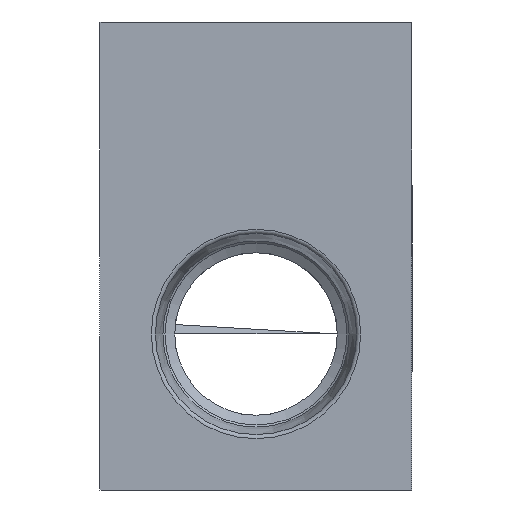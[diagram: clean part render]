
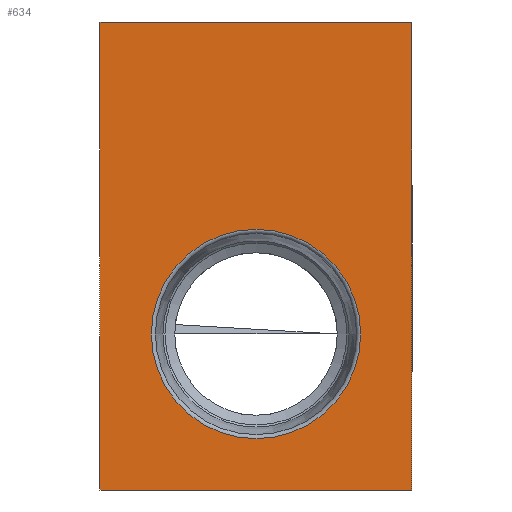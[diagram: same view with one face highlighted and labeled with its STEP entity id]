
A CAD part, left-side view. The second image highlights one B-rep face of the part: STEP entity #634.
In plain terms, the highlighted planar face has unit normal (-1, 0, 0).
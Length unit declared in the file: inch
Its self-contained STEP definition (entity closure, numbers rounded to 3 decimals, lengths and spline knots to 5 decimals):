
#634=ADVANCED_FACE('',(#1822,#1823),#1824,.F.);
#1822=FACE_OUTER_BOUND('',#3527,.T.);
#1823=FACE_BOUND('',#3528,.T.);
#1824=PLANE('',#3529);
#3527=EDGE_LOOP('',(#5665,#5666,#5667,#5668));
#3528=EDGE_LOOP('',(#5669));
#3529=AXIS2_PLACEMENT_3D('',#5670,#5671,#5672);
#5665=ORIENTED_EDGE('',*,*,#10660,.T.);
#5666=ORIENTED_EDGE('',*,*,#10789,.T.);
#5667=ORIENTED_EDGE('',*,*,#10551,.F.);
#5668=ORIENTED_EDGE('',*,*,#10787,.F.);
#5669=ORIENTED_EDGE('',*,*,#10782,.T.);
#5670=CARTESIAN_POINT('',(1.25,0.36111,-2.875));
#5671=DIRECTION('',(1.0,0.0,0.0));
#5672=DIRECTION('',(0.0,0.0,-1.0));
#10551=EDGE_CURVE('',#12835,#12830,#12837,.T.);
#10660=EDGE_CURVE('',#13054,#13052,#13055,.T.);
#10782=EDGE_CURVE('',#13275,#13275,#13276,.T.);
#10787=EDGE_CURVE('',#13054,#12835,#13282,.T.);
#10789=EDGE_CURVE('',#13052,#12830,#13284,.T.);
#12830=VERTEX_POINT('',#16122);
#12835=VERTEX_POINT('',#16129);
#12837=LINE('',#16132,#16133);
#13052=VERTEX_POINT('',#16453);
#13054=VERTEX_POINT('',#16456);
#13055=LINE('',#16457,#16458);
#13275=VERTEX_POINT('',#16758);
#13276=CIRCLE('',#16759,0.2516);
#13282=LINE('',#16766,#16767);
#13284=LINE('',#16769,#16770);
#16122=CARTESIAN_POINT('',(1.25,-0.38889,-4.0));
#16129=CARTESIAN_POINT('',(1.25,-0.38889,-2.875));
#16132=CARTESIAN_POINT('',(1.25,-0.38889,-2.875));
#16133=VECTOR('',#20357,1.0);
#16453=CARTESIAN_POINT('',(1.25,0.36111,-4.0));
#16456=CARTESIAN_POINT('',(1.25,0.36111,-2.875));
#16457=CARTESIAN_POINT('',(1.25,0.36111,-2.875));
#16458=VECTOR('',#20467,1.0);
#16758=CARTESIAN_POINT('',(1.25,0.23771,-3.625));
#16759=AXIS2_PLACEMENT_3D('',#20605,#20606,#20607);
#16766=CARTESIAN_POINT('',(1.25,0.36111,-2.875));
#16767=VECTOR('',#20612,1.0);
#16769=CARTESIAN_POINT('',(1.25,0.36111,-4.0));
#16770=VECTOR('',#20613,1.0);
#20357=DIRECTION('',(0.0,0.0,-1.0));
#20467=DIRECTION('',(0.0,0.0,-1.0));
#20605=CARTESIAN_POINT('',(1.25,-0.01389,-3.625));
#20606=DIRECTION('',(1.0,0.,0.0));
#20607=DIRECTION('',(0.,1.0,0.0));
#20612=DIRECTION('',(0.0,-1.0,0.0));
#20613=DIRECTION('',(0.0,-1.0,0.0));
